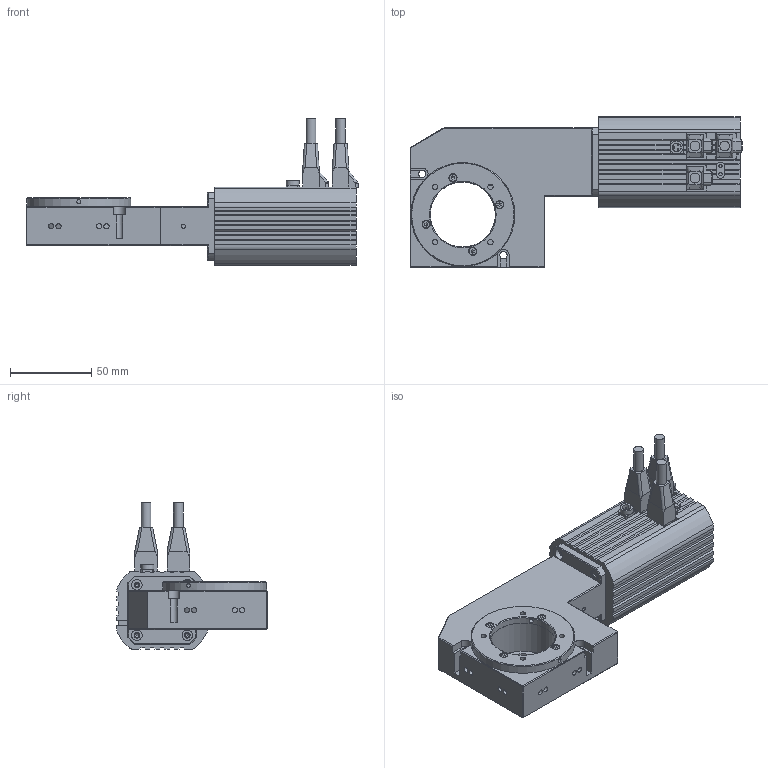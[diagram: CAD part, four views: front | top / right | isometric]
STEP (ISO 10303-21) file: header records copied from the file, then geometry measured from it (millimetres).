
FILE_DESCRIPTION((''),'2;1');
FILE_NAME('64439400.stp','2008-11-20T10:03:26',('pstiefvater'),(''),'Autodesk Inventor 2008','Autodesk Inventor 2008','');
FILE_SCHEMA(('AUTOMOTIVE_DESIGN { 1 0 10303 214 1 1 1 1 }'));
Length unit declared in the file: millimetre
Products named in the file (2): 64435020; 64435020_1
Assembly tree (1 placements, depth 2):
  64435020
    64435020_1
Bounding box: 204.22 x 92.75 x 90 mm (x, y, z)
Surface area: 88048.6 mm2 (no closed solid volume)
Topology: 0 solids, 2 shells, 739 faces, 1967 edges, 1294 vertices
Faces by surface type: plane 460, cylinder 221, cone 45, sphere 9, torus 3, bspline 1
Full cylindrical faces by diameter (mm): 0.8 x3, 1.567 x8, 2 x4, 2.013 x3, 2.459 x7, 2.5 x11, 2.6 x2, 2.9 x4, 3.2 x1, 3.242 x14, 3.4 x3, 4.5 x6, 4.7 x4, 5 x8, 5.5 x1, 6 x5, 6.5 x4, 7.8 x1, 8 x1, 13 x1, 15 x1, 21.5 x1, 22 x1, 40 x2, 41 x1, 42.5 x1, 50.5 x1, 52.5 x1, 54.6 x1, 56.2 x1
Entity records: 23633 total; most frequent: CARTESIAN_POINT 5077, DIRECTION 3673, ORIENTED_EDGE 3469, EDGE_CURVE 1737, AXIS2_PLACEMENT_3D 1261, VERTEX_POINT 1213, VECTOR 1151, LINE 1151
